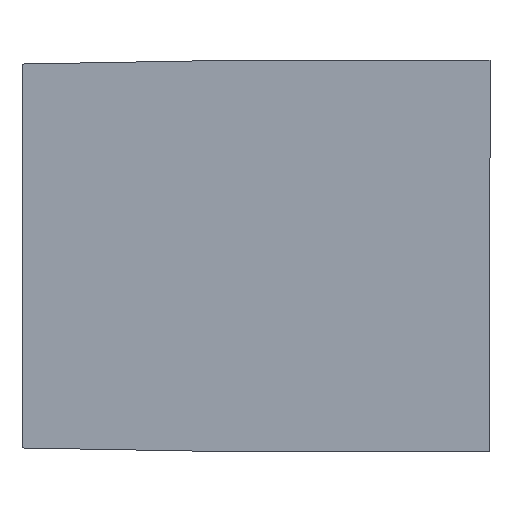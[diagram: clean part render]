
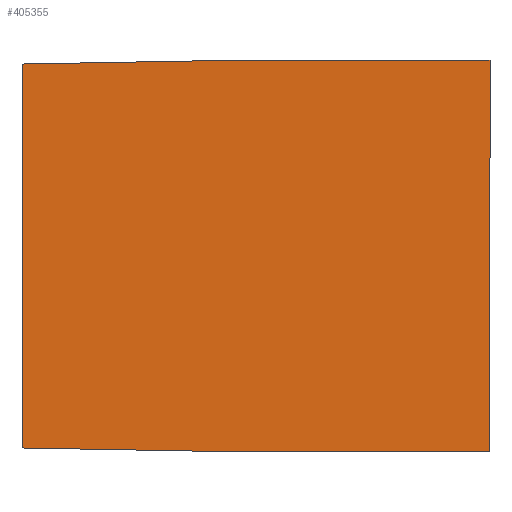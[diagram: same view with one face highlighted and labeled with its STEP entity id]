
A CAD part, top view. The second image highlights one B-rep face of the part: STEP entity #405355.
In plain terms, the highlighted planar face has unit normal (0, 0, 1).
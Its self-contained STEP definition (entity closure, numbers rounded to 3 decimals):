
#13766 = LINE ( 'NONE', #328919, #372881 ) ;
#17429 = CARTESIAN_POINT ( 'NONE',  ( -17.429, 688.723, 2676. ) ) ;
#33828 = CARTESIAN_POINT ( 'NONE',  ( -767.155, 675.344, 2676. ) ) ;
#35887 = DIRECTION ( 'NONE',  ( -1., 0., 0. ) ) ;
#40927 = CARTESIAN_POINT ( 'NONE',  ( -86.389, 687.493, 2676. ) ) ;
#50282 = DIRECTION ( 'NONE',  ( 0., 1., 0. ) ) ;
#58309 = VECTOR ( 'NONE', #263963, 1000. ) ;
#59589 = CARTESIAN_POINT ( 'NONE',  ( 879.155, -688.723, 2676. ) ) ;
#62639 = ORIENTED_EDGE ( 'NONE', *, *, #229247, .F. ) ;
#97424 = LINE ( 'NONE', #139050, #58309 ) ;
#98234 = VECTOR ( 'NONE', #35887, 1000. ) ;
#121597 = LINE ( 'NONE', #439205, #482316 ) ;
#139050 = CARTESIAN_POINT ( 'NONE',  ( -82.674, -687.559, 2676. ) ) ;
#143101 = LINE ( 'NONE', #346073, #296994 ) ;
#155683 = EDGE_CURVE ( 'NONE', #172950, #190856, #121597, .T. ) ;
#163177 = EDGE_CURVE ( 'NONE', #411621, #228417, #97424, .T. ) ;
#172950 = VERTEX_POINT ( 'NONE', #260863 ) ;
#183470 = VERTEX_POINT ( 'NONE', #33828 ) ;
#190856 = VERTEX_POINT ( 'NONE', #59589 ) ;
#207518 = LINE ( 'NONE', #40927, #357758 ) ;
#215927 = EDGE_CURVE ( 'NONE', #190856, #411621, #417029, .T. ) ;
#223866 = DIRECTION ( 'NONE',  ( 1., 0., 0. ) ) ;
#228417 = VERTEX_POINT ( 'NONE', #455949 ) ;
#229247 = EDGE_CURVE ( 'NONE', #228417, #183470, #13766, .T. ) ;
#232702 = ORIENTED_EDGE ( 'NONE', *, *, #215927, .F. ) ;
#243453 = PLANE ( 'NONE',  #245980 ) ;
#243988 = DIRECTION ( 'NONE',  ( 1., 0.018, 0. ) ) ;
#245980 = AXIS2_PLACEMENT_3D ( 'NONE', #246024, #415085, #342092 ) ;
#246024 = CARTESIAN_POINT ( 'NONE',  ( 0., 0., 2676. ) ) ;
#260863 = CARTESIAN_POINT ( 'NONE',  ( 879.155, 688.723, 2676. ) ) ;
#263963 = DIRECTION ( 'NONE',  ( -1., 0.018, 0. ) ) ;
#279309 = ORIENTED_EDGE ( 'NONE', *, *, #292710, .F. ) ;
#289555 = VERTEX_POINT ( 'NONE', #17429 ) ;
#292710 = EDGE_CURVE ( 'NONE', #289555, #172950, #143101, .T. ) ;
#296994 = VECTOR ( 'NONE', #223866, 1000. ) ;
#297048 = CARTESIAN_POINT ( 'NONE',  ( -17.429, -688.723, 2676. ) ) ;
#328919 = CARTESIAN_POINT ( 'NONE',  ( -767.155, -12.791, 2676. ) ) ;
#342092 = DIRECTION ( 'NONE',  ( 1., 0., 0. ) ) ;
#346073 = CARTESIAN_POINT ( 'NONE',  ( 40.756, 688.723, 2676. ) ) ;
#357758 = VECTOR ( 'NONE', #243988, 1000. ) ;
#371316 = EDGE_CURVE ( 'NONE', #183470, #289555, #207518, .T. ) ;
#372881 = VECTOR ( 'NONE', #50282, 1000. ) ;
#373449 = FACE_OUTER_BOUND ( 'NONE', #420480, .T. ) ;
#377960 = CARTESIAN_POINT ( 'NONE',  ( 40.756, -688.723, 2676. ) ) ;
#400161 = DIRECTION ( 'NONE',  ( 0., -1., 0. ) ) ;
#405355 = ADVANCED_FACE ( 'NONE', ( #373449 ), #243453, .T. ) ;
#411621 = VERTEX_POINT ( 'NONE', #297048 ) ;
#415085 = DIRECTION ( 'NONE',  ( 0., 0., 1. ) ) ;
#417029 = LINE ( 'NONE', #377960, #98234 ) ;
#420480 = EDGE_LOOP ( 'NONE', ( #428954, #279309, #476549, #62639, #430536, #232702 ) ) ;
#428954 = ORIENTED_EDGE ( 'NONE', *, *, #155683, .F. ) ;
#430536 = ORIENTED_EDGE ( 'NONE', *, *, #163177, .F. ) ;
#439205 = CARTESIAN_POINT ( 'NONE',  ( 879.155, -12.791, 2676. ) ) ;
#455949 = CARTESIAN_POINT ( 'NONE',  ( -767.155, -675.344, 2676. ) ) ;
#476549 = ORIENTED_EDGE ( 'NONE', *, *, #371316, .F. ) ;
#482316 = VECTOR ( 'NONE', #400161, 1000. ) ;
